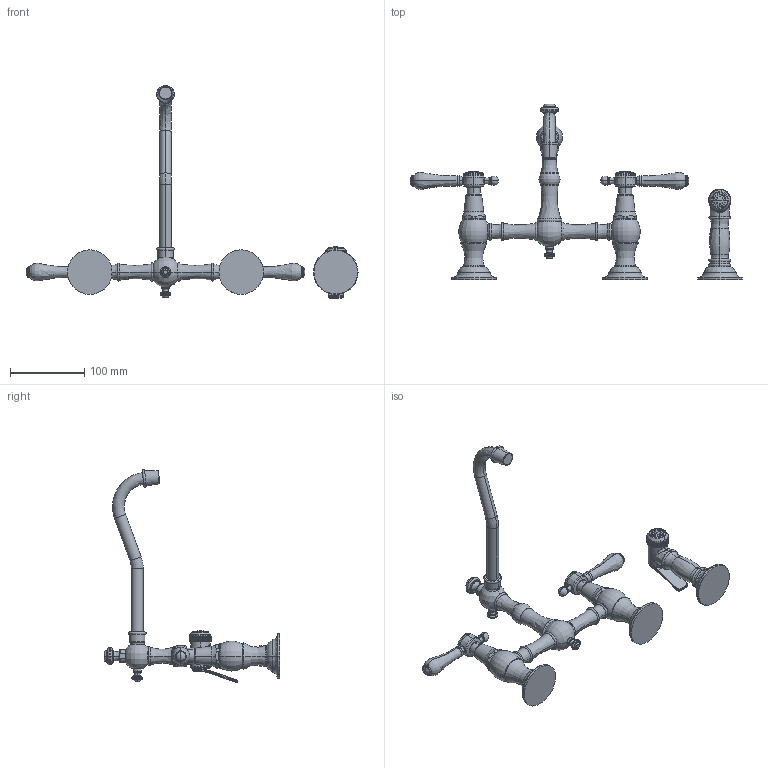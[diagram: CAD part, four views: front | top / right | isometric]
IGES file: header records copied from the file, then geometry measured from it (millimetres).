
Start section:  PTC IGES file: 9462.igs
Global section: file name: 9462.igs; native system: Creo Parametric by PTC Inc.; preprocessor: 2018400; author: rsmith; organization: Unknown; date: 20210226.124043; units: inch
Bounding box: 445.71 x 236.14 x 285.69 mm (x, y, z)
Surface area: 117427.3 mm2 (no closed solid volume)
Topology: 0 solids, 0 shells, 1038 faces, 5376 edges, 5364 vertices
Faces by surface type: revolution 570, bspline 460, extrusion 8
